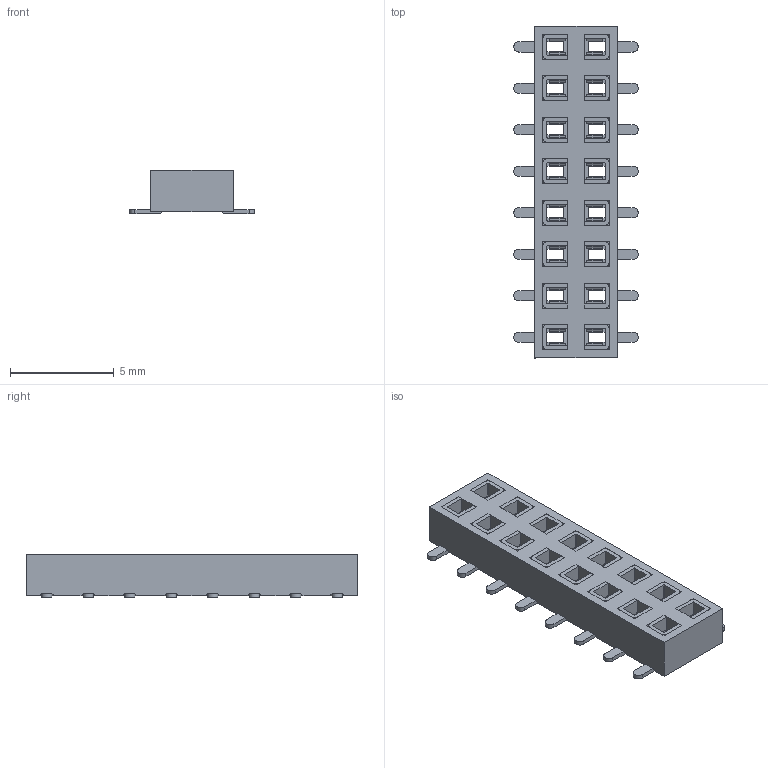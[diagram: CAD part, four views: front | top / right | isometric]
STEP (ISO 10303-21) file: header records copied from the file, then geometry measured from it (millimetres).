
FILE_DESCRIPTION(/* description */ ('Unknown'),/* implementation_level */ '2;1');
FILE_NAME(/* name */ 'J_Wurth_WR-PHD_62101621821',/* time_stamp */ '2025-04-28T11:44:11+08:00',/* author */ ('Unknown'),/* organization */ ('Unknown'),/* preprocessor_version */ 'ST-DEVELOPER v19.4',/* originating_system */ 'Solid Edge',/* authorisation */ 'Unknown');
FILE_SCHEMA (('AUTOMOTIVE_DESIGN {1 0 10303 214 3 1 1}'));
Length unit declared in the file: millimetre
Products named in the file (2): J_Wurth_WR-PHD_62101621821
Assembly tree (1 placements, depth 2):
  J_Wurth_WR-PHD_62101621821
    J_Wurth_WR-PHD_62101621821
Bounding box: 6 x 16 x 2.1 mm (x, y, z)
Volume: 99.9 mm3; surface area: 542.6 mm2
Topology: 17 solids, 17 shells, 1190 faces, 3196 edges, 2024 vertices
Faces by surface type: plane 662, cylinder 464, bspline 64
Entity records: 37486 total; most frequent: CARTESIAN_POINT 7628, ORIENTED_EDGE 6392, DIRECTION 5996, EDGE_CURVE 3196, LINE 2140, VECTOR 2140, VERTEX_POINT 2024, AXIS2_PLACEMENT_3D 1928
